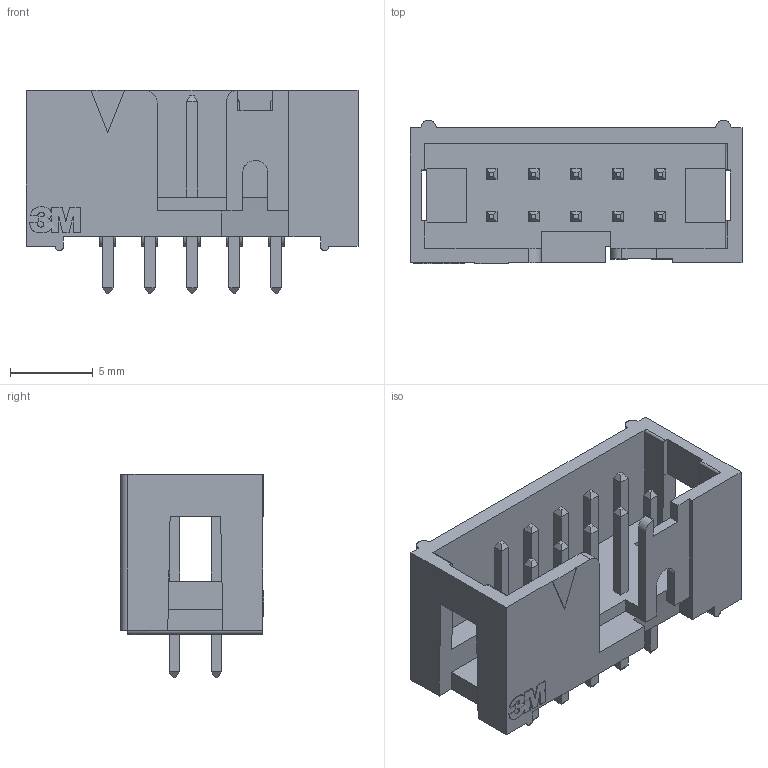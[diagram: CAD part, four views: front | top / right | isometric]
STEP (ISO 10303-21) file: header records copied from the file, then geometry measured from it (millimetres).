
FILE_DESCRIPTION((''),'2;1');
FILE_NAME('3M_2510-6002RB.stp','2008-05-14T18:53:40',(''),(''),'Mechanical Desktop 2008','Mechanical Desktop 2008',', , ');
FILE_SCHEMA(('AUTOMOTIVE_DESIGN { 1 2 10303 214 1 1 1 1 }'));
Length unit declared in the file: millimetre
Products named in the file (1): Product
Bounding box: 20.02 x 8.64 x 12.24 mm (x, y, z)
Volume: 646.5 mm3; surface area: 1381.3 mm2
Topology: 21 solids, 21 shells, 323 faces, 767 edges, 487 vertices
Faces by surface type: plane 241, bspline 64, cylinder 18
Entity records: 9586 total; most frequent: CARTESIAN_POINT 3029, ORIENTED_EDGE 1534, DIRECTION 920, EDGE_CURVE 767, VERTEX_POINT 487, VECTOR 400, LINE 400, QUASI_UNIFORM_CURVE 354
